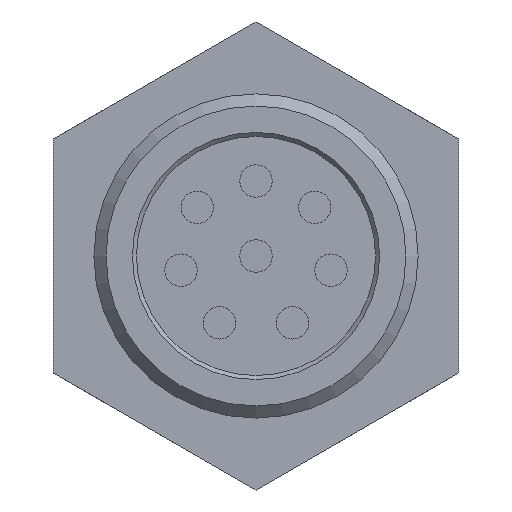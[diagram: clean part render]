
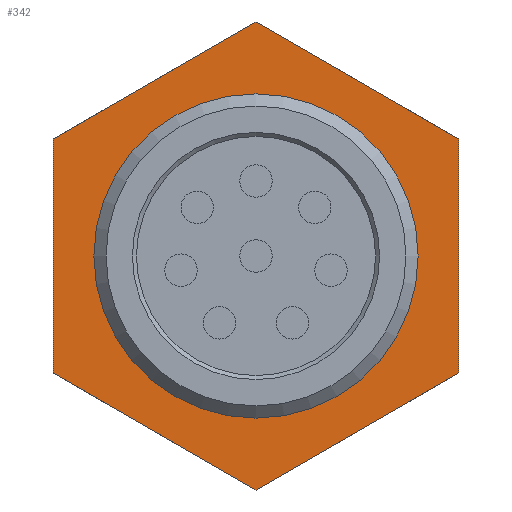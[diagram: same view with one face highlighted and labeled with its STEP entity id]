
A CAD part, left-side view. The second image highlights one B-rep face of the part: STEP entity #342.
In plain terms, the highlighted planar face has unit normal (-1, 0, 0).
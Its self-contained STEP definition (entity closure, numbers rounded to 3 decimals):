
#145=LINE('',#2259,#179);
#146=LINE('',#2262,#180);
#147=LINE('',#2264,#181);
#148=LINE('',#2266,#182);
#149=LINE('',#2268,#183);
#150=LINE('',#2270,#184);
#179=VECTOR('',#1780,1.);
#180=VECTOR('',#1781,1.);
#181=VECTOR('',#1782,1.);
#182=VECTOR('',#1783,1.);
#183=VECTOR('',#1784,1.);
#184=VECTOR('',#1785,1.);
#249=PLANE('',#1424);
#342=ADVANCED_FACE('',(#479,#480),#249,.T.);
#479=FACE_BOUND('',#630,.T.);
#480=FACE_BOUND('',#631,.T.);
#630=EDGE_LOOP('',(#886,#887,#888,#889,#890,#891));
#631=EDGE_LOOP('',(#892));
#886=ORIENTED_EDGE('',*,*,#1160,.F.);
#887=ORIENTED_EDGE('',*,*,#1161,.F.);
#888=ORIENTED_EDGE('',*,*,#1162,.F.);
#889=ORIENTED_EDGE('',*,*,#1163,.F.);
#890=ORIENTED_EDGE('',*,*,#1164,.F.);
#891=ORIENTED_EDGE('',*,*,#1165,.F.);
#892=ORIENTED_EDGE('',*,*,#1159,.T.);
#1023=VERTEX_POINT('',#2257);
#1024=VERTEX_POINT('',#2260);
#1025=VERTEX_POINT('',#2261);
#1026=VERTEX_POINT('',#2263);
#1027=VERTEX_POINT('',#2265);
#1028=VERTEX_POINT('',#2267);
#1029=VERTEX_POINT('',#2269);
#1159=EDGE_CURVE('',#1023,#1023,#1257,.T.);
#1160=EDGE_CURVE('',#1024,#1025,#145,.T.);
#1161=EDGE_CURVE('',#1026,#1024,#146,.T.);
#1162=EDGE_CURVE('',#1027,#1026,#147,.T.);
#1163=EDGE_CURVE('',#1028,#1027,#148,.T.);
#1164=EDGE_CURVE('',#1029,#1028,#149,.T.);
#1165=EDGE_CURVE('',#1025,#1029,#150,.T.);
#1257=CIRCLE('',#1422,4.);
#1422=AXIS2_PLACEMENT_3D('',#2256,#1776,#1777);
#1424=AXIS2_PLACEMENT_3D('',#2271,#1786,#1787);
#1776=DIRECTION('',(1.,0.,0.));
#1777=DIRECTION('',(0.,0.,1.));
#1780=DIRECTION('',(0.,0.866,0.5));
#1781=DIRECTION('',(0.,0.866,-0.5));
#1782=DIRECTION('',(0.,0.,-1.));
#1783=DIRECTION('',(0.,-0.866,-0.5));
#1784=DIRECTION('',(0.,-0.866,0.5));
#1785=DIRECTION('',(0.,0.,1.));
#1786=DIRECTION('',(-1.,0.,0.));
#1787=DIRECTION('',(0.,0.,1.));
#2256=CARTESIAN_POINT('',(2.5,0.,0.));
#2257=CARTESIAN_POINT('',(2.5,0.,4.));
#2259=CARTESIAN_POINT('',(2.5,-1.83,-6.83));
#2260=CARTESIAN_POINT('',(2.5,0.,-5.774));
#2261=CARTESIAN_POINT('',(2.5,5.,-2.887));
#2262=CARTESIAN_POINT('',(2.5,-6.83,-1.83));
#2263=CARTESIAN_POINT('',(2.5,-5.,-2.887));
#2264=CARTESIAN_POINT('',(2.5,-5.,5.));
#2265=CARTESIAN_POINT('',(2.5,-5.,2.887));
#2266=CARTESIAN_POINT('',(2.5,1.83,6.83));
#2267=CARTESIAN_POINT('',(2.5,0.,5.774));
#2268=CARTESIAN_POINT('',(2.5,6.83,1.83));
#2269=CARTESIAN_POINT('',(2.5,5.,2.887));
#2270=CARTESIAN_POINT('',(2.5,5.,-5.));
#2271=CARTESIAN_POINT('',(2.5,0.,0.));
